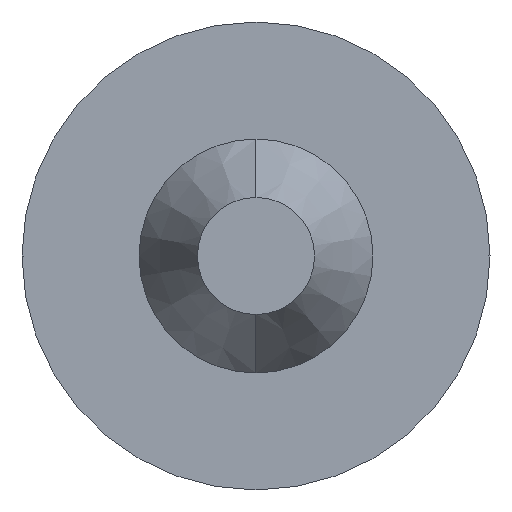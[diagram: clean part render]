
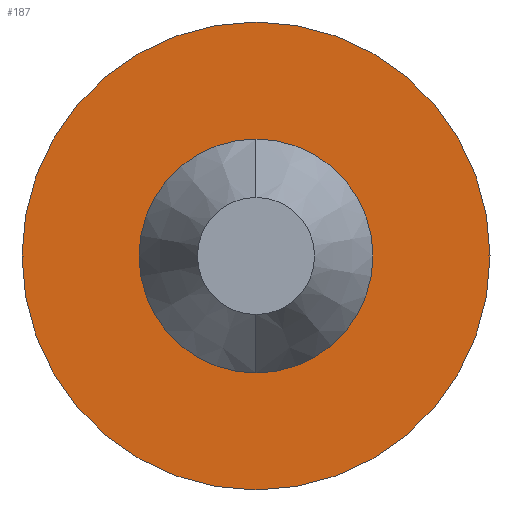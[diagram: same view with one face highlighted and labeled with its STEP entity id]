
A CAD part, front view. The second image highlights one B-rep face of the part: STEP entity #187.
In plain terms, the highlighted planar face has unit normal (0, -1, 0).
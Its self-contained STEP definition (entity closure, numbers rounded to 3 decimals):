
#33 = CARTESIAN_POINT ( 'NONE',  ( 6., 7., 0. ) ) ;
#45 = CARTESIAN_POINT ( 'NONE',  ( -6., 7., 0. ) ) ;
#51 = DIRECTION ( 'NONE',  ( 0., 0., 1. ) ) ;
#52 = DIRECTION ( 'NONE',  ( 0., 1., 0. ) ) ;
#53 = CARTESIAN_POINT ( 'NONE',  ( 0., 7., 0. ) ) ;
#54 = AXIS2_PLACEMENT_3D ( 'NONE', #53, #52, #51 ) ;
#55 = CIRCLE ( 'NONE', #54, 6. ) ;
#56 = DIRECTION ( 'NONE',  ( 0., 0., 1. ) ) ;
#57 = DIRECTION ( 'NONE',  ( 0., 1., 0. ) ) ;
#58 = CARTESIAN_POINT ( 'NONE',  ( 0., 7., 0. ) ) ;
#59 = AXIS2_PLACEMENT_3D ( 'NONE', #58, #57, #56 ) ;
#60 = CIRCLE ( 'NONE', #59, 6. ) ;
#101 = DIRECTION ( 'NONE',  ( 0., 0., -1. ) ) ;
#102 = DIRECTION ( 'NONE',  ( 0., -1., 0. ) ) ;
#103 = CARTESIAN_POINT ( 'NONE',  ( -2.5, 7., 0. ) ) ;
#104 = AXIS2_PLACEMENT_3D ( 'NONE', #103, #102, #101 ) ;
#105 = PLANE ( 'NONE',  #104 ) ;
#106 = FACE_OUTER_BOUND ( 'NONE', #191, .T. ) ;
#107 = DIRECTION ( 'NONE',  ( 0., 0., 1. ) ) ;
#108 = DIRECTION ( 'NONE',  ( 0., 1., 0. ) ) ;
#109 = CARTESIAN_POINT ( 'NONE',  ( 0., 7., 0. ) ) ;
#110 = AXIS2_PLACEMENT_3D ( 'NONE', #109, #108, #107 ) ;
#111 = CIRCLE ( 'NONE', #110, 2.5 ) ;
#112 = FACE_BOUND ( 'NONE', #188, .T. ) ;
#113 = CARTESIAN_POINT ( 'NONE',  ( 0., 7., -2.5 ) ) ;
#149 = CARTESIAN_POINT ( 'NONE',  ( 0., 7., 2.5 ) ) ;
#150 = DIRECTION ( 'NONE',  ( 0., 0., 1. ) ) ;
#151 = DIRECTION ( 'NONE',  ( 0., 1., 0. ) ) ;
#152 = CARTESIAN_POINT ( 'NONE',  ( 0., 7., 0. ) ) ;
#153 = AXIS2_PLACEMENT_3D ( 'NONE', #152, #151, #150 ) ;
#154 = CIRCLE ( 'NONE', #153, 2.5 ) ;
#162 = EDGE_CURVE ( 'NONE', #163, #183, #154, .T. ) ;
#163 = VERTEX_POINT ( 'NONE', #149 ) ;
#183 = VERTEX_POINT ( 'NONE', #113 ) ;
#186 = EDGE_CURVE ( 'NONE', #183, #163, #111, .T. ) ;
#187 = ADVANCED_FACE ( 'NONE', ( #112, #106 ), #105, .T. ) ;
#188 = EDGE_LOOP ( 'NONE', ( #189, #190 ) ) ;
#189 = ORIENTED_EDGE ( 'NONE', *, *, #162, .T. ) ;
#190 = ORIENTED_EDGE ( 'NONE', *, *, #186, .T. ) ;
#191 = EDGE_LOOP ( 'NONE', ( #192, #193 ) ) ;
#192 = ORIENTED_EDGE ( 'NONE', *, *, #221, .F. ) ;
#193 = ORIENTED_EDGE ( 'NONE', *, *, #217, .F. ) ;
#217 = EDGE_CURVE ( 'NONE', #228, #225, #60, .T. ) ;
#221 = EDGE_CURVE ( 'NONE', #225, #228, #55, .T. ) ;
#225 = VERTEX_POINT ( 'NONE', #45 ) ;
#228 = VERTEX_POINT ( 'NONE', #33 ) ;
